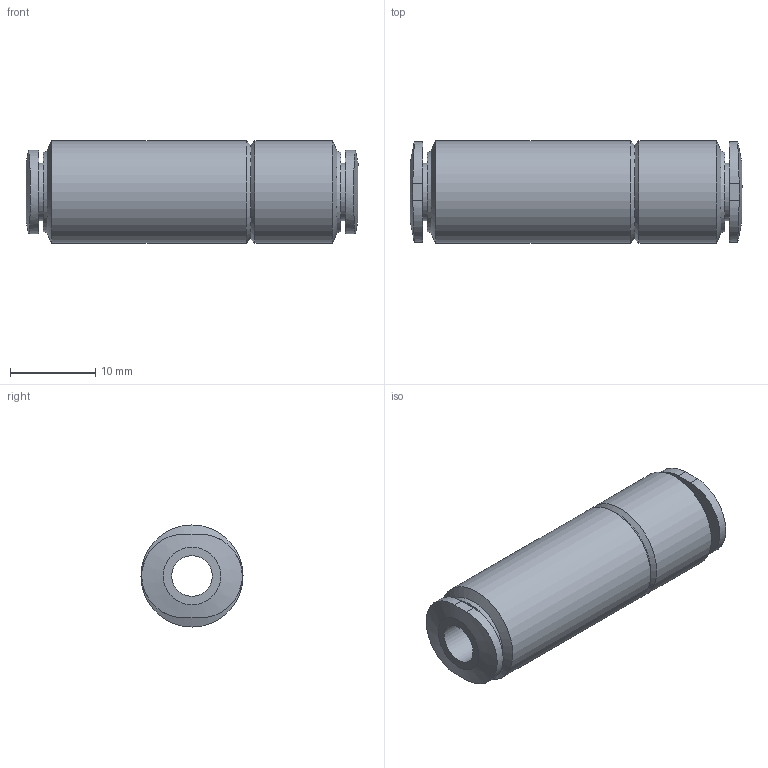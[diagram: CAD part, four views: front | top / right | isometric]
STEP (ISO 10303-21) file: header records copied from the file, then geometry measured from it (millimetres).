
FILE_DESCRIPTION(/* description */ ('STEP AP214'),/* implementation_level */ '2;1');
FILE_NAME(/* name */ '190842_H-QSM-3_16-U',/* time_stamp */ '2024-08-29T11:45:31+02:00',/* author */ ('License CC BY-ND 4.0'),/* organization */ ('CADENAS'),/* preprocessor_version */ 'ST-DEVELOPER v19.3',/* originating_system */ 'PARTsolutions',/* authorisation */ ' ');
FILE_SCHEMA (('AUTOMOTIVE_DESIGN {1 0 10303 214 3 1 1}'));
Length unit declared in the file: millimetre
Products named in the file (1): 190842 H-QSM-3/16-U
Bounding box: 39 x 12 x 12 mm (x, y, z)
Volume: 3483.5 mm3; surface area: 2394.1 mm2
Topology: 1 solids, 1 shells, 27 faces, 56 edges, 35 vertices
Faces by surface type: plane 10, cylinder 9, cone 8
Full cylindrical faces by diameter (mm): 4.762 x1, 6.762 x2, 12 x2
Entity records: 686 total; most frequent: CARTESIAN_POINT 138, DIRECTION 110, ORIENTED_EDGE 82, AXIS2_PLACEMENT_3D 49, EDGE_LOOP 46, FACE_BOUND 46, EDGE_CURVE 41, VERTEX_POINT 33
